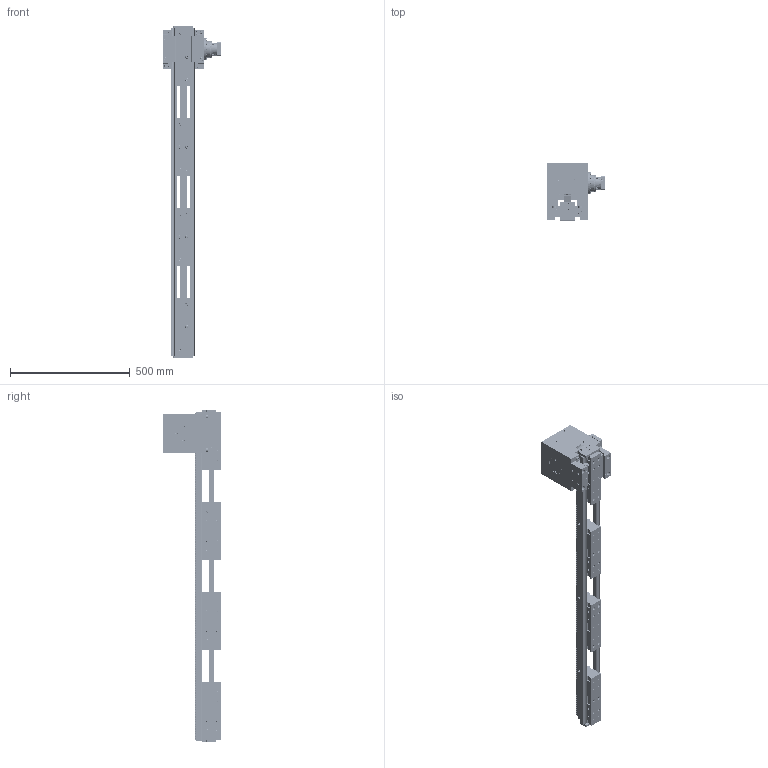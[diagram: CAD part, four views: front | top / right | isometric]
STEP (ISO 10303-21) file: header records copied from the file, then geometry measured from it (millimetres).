
FILE_DESCRIPTION (( 'STEP AP203' ), '1' );
FILE_NAME ('FANGO2508P1F2-09PL010-1360RRGX.STEP', '2022-10-24T13:02:10', ( '' ), ( '' ), 'SwSTEP 2.0', 'SolidWorks 2021', '' );
FILE_SCHEMA (( 'CONFIG_CONTROL_DESIGN' ));
Length unit declared in the file: millimetre
Products named in the file (35): APEXDYNA_GEARBOX_AD090-010; 2508.7602; SHCS-M8x1.25 x 45_91290A211; KWD_025_SLS_CS__PSF_1360; SHCS-M8x1.25_M8x1.25 x 30; SHCS-M6x1.0 x 16_91290A321; FTS2560.0125; FHCS-M6x1.0 x 20_91294A240; SHCS-M10x1.5 x 60_91290A536; KWD_025_SLS_CS_C2_N_SS_0_01_S1_SL_BX_LS (1).stp; ATLANTA_PINION_78.31.531; RAIL2508M2BB-1360RR; HALO2508P1BB-09PL010RRGX; R200120102_Z.stp-1; R343706101_Z.stp-1; FTS2560.0000; FTS2560.0100B; SHCS-M6x1.0 x 30_M6X1.0 x 30; SHCS-M5x0.8 x 12_91290A228; FTS2504.0201; 2508.1020; 2508.1253; SHCS-M10x1.5 x 35_M10x1.5 x 35; FTS2560.0101; 2508.0200; 2508.7600_Default<As Machined>; FTS2504.0202; R201220131.stp-1; FTS2504.1010; FHCS-M4x0.7 x 12_91294A192; SHCS-LOW PROFILE-M5x0.8 x 12mm_93070A123; FTS2560-0100A; DWL PIN-M10 x 30_91585A889; FANGO2508P1F2-09PL010-1360RRGX; R341700802_Z.stp-1
Assembly tree (237 placements, depth 4):
  FANGO2508P1F2-09PL010-1360RRGX
    HALO2508P1BB-09PL010RRGX
      2508.0200
      FTS2504.0201  x2
      FTS2504.0202  x2
      FTS2504.1010
      2508.1020  x2
      2508.7600_Default<As Machined>  x2
      2508.7602
      KWD_025_SLS_CS_C2_N_SS_0_01_S1_SL_BX_LS (1).stp  x2
        R201220131.stp-1
        R200120102_Z.stp-1
        R341700802_Z.stp-1
        R343706101_Z.stp-1
      ATLANTA_PINION_78.31.531
      APEXDYNA_GEARBOX_AD090-010
      SHCS-M6x1.0 x 30_M6X1.0 x 30  x12
      SHCS-M10x1.5 x 35_M10x1.5 x 35  x4
      SHCS-M10x1.5 x 60_91290A536  x4
      DWL PIN-M10 x 30_91585A889  x4
      FHCS-M4x0.7 x 12_91294A192  x22
      SHCS-M5x0.8 x 12_91290A228  x8
      SHCS-M6x1.0 x 16_91290A321  x4
    RAIL2508M2BB-1360RR
      2508.1253
      FTS2560.0000  x32
      FTS2560.0100B  x2
      FTS2560.0101  x4
      FTS2560.0125  x2
      FTS2560-0100A  x2
      KWD_025_SLS_CS__PSF_1360  x2
      SHCS-M8x1.25_M8x1.25 x 30  x24
      SHCS-LOW PROFILE-M5x0.8 x 12mm_93070A123  x64
      SHCS-M8x1.25 x 45_91290A211  x16
      FHCS-M6x1.0 x 20_91294A240  x4
Bounding box: 244.5 x 238.46 x 1384 mm (x, y, z)
Volume: 9893148.4 mm3; surface area: 1919209.2 mm2
Topology: 227 solids, 331 shells, 10795 faces, 25616 edges, 15704 vertices
Faces by surface type: plane 4640, cylinder 2651, cone 2406, bspline 1086, torus 8, sphere 4
Entity records: 190563 total; most frequent: CARTESIAN_POINT 72115, ORIENTED_EDGE 26362, DIRECTION 17874, EDGE_CURVE 13279, VERTEX_POINT 8699, LINE 6786, VECTOR 6786, AXIS2_PLACEMENT_3D 5544
